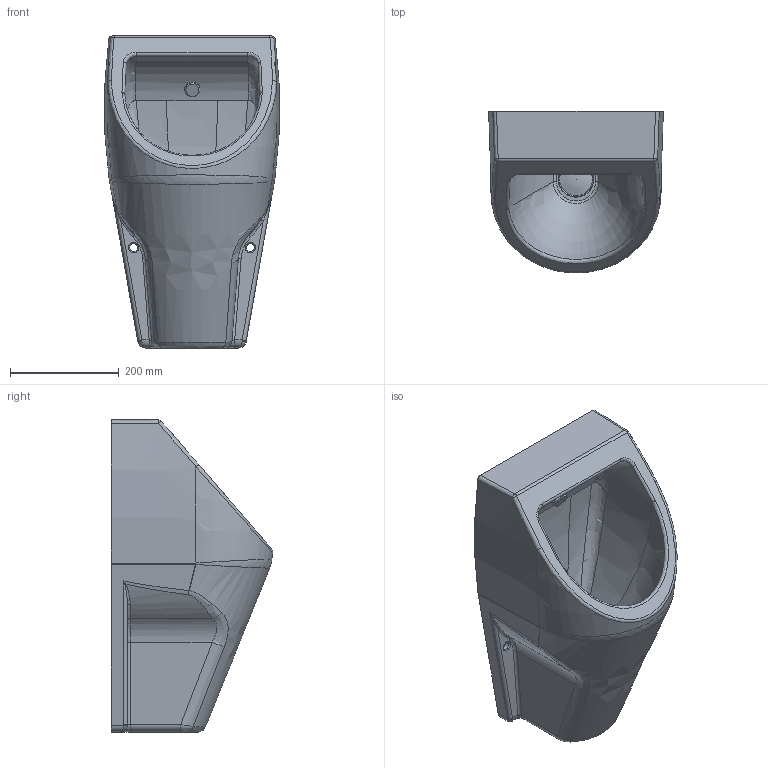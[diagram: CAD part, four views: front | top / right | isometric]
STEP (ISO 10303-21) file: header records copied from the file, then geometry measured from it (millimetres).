
FILE_DESCRIPTION((''),'2;1');
FILE_NAME('082930.stp','2008-11-20T20:18:49',('Huebner'),(''),'Autodesk Inventor 11','Autodesk Inventor 11','');
FILE_SCHEMA(('AUTOMOTIVE_DESIGN { 1 0 10303 214 1 1 1 1 }'));
Length unit declared in the file: millimetre
Products named in the file (5): 082930; Stopfen; Kelch; Urinal_Stopfen
Assembly tree (4 placements, depth 2):
  082930
    082930
    Stopfen
    Kelch
    Urinal_Stopfen
Bounding box: 321.92 x 297.51 x 575 mm (x, y, z)
Volume: 14690235.2 mm3; surface area: 964303 mm2
Topology: 4 solids, 4 shells, 182 faces, 453 edges, 276 vertices
Faces by surface type: bspline 72, cylinder 53, plane 41, torus 9, sphere 4, cone 3
Full cylindrical faces by diameter (mm): 15 x2, 20 x3, 21.886 x1, 23 x1, 28 x1, 42 x1, 44 x1, 52 x1, 60 x1
Entity records: 14713 total; most frequent: CARTESIAN_POINT 10816, ORIENTED_EDGE 838, DIRECTION 655, EDGE_CURVE 419, VERTEX_POINT 273, AXIS2_PLACEMENT_3D 271, EDGE_LOOP 220, FACE_OUTER_BOUND 182
